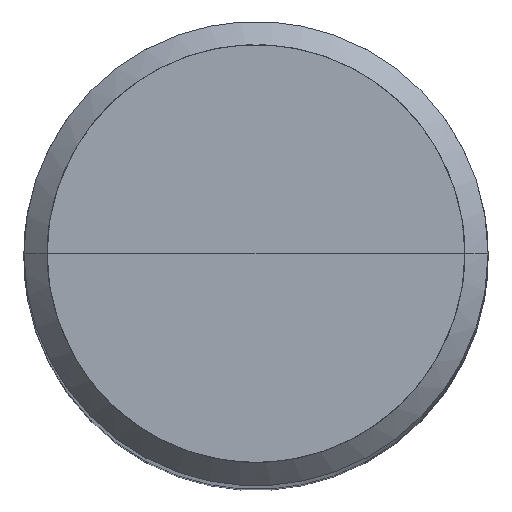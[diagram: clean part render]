
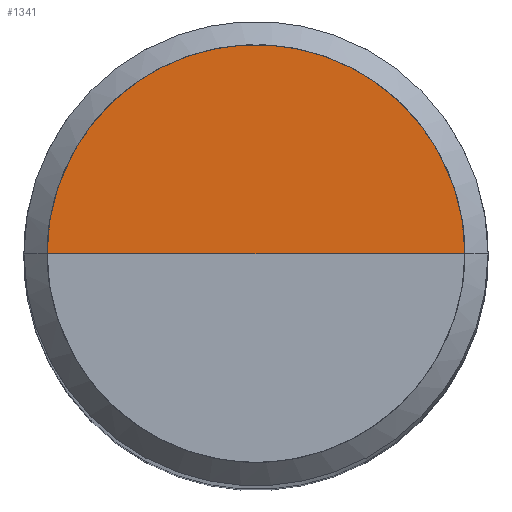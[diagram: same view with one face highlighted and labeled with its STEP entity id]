
A CAD part, top view. The second image highlights one B-rep face of the part: STEP entity #1341.
In plain terms, the highlighted free-form (B-spline) face has degree [1, 2] with [2, 5] control points.
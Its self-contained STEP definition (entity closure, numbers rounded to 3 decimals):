
#1120=CARTESIAN_POINT('',(6.3,0.0,57.0));
#1121=CARTESIAN_POINT('',(6.3,6.3,57.0));
#1122=CARTESIAN_POINT('',(0.0,6.3,57.0));
#1123=CARTESIAN_POINT('',(-6.3,6.3,57.0));
#1124=CARTESIAN_POINT('',(-6.3,0.0,57.0));
#1125=CARTESIAN_POINT('',(0.0,0.0,57.0));
#1326=(
BOUNDED_SURFACE()
B_SPLINE_SURFACE(1,2,(
(#1120,#1121,#1122,#1123,#1124),
(#1125,#1125,#1125,#1125,#1125)
), .UNSPECIFIED.,.F.,.F.,.F.)
B_SPLINE_SURFACE_WITH_KNOTS((2,2),(3,2,3),(
0.0,1.0),(
0.0,0.5,1.0), .UNSPECIFIED.)
GEOMETRIC_REPRESENTATION_ITEM()
RATIONAL_B_SPLINE_SURFACE(((1.0,0.707,1.0,0.707,1.0),
(1.0,0.707,1.0,0.707,1.0)
))
REPRESENTATION_ITEM('')
SURFACE()
);
#1327=(
BOUNDED_CURVE()
B_SPLINE_CURVE(2,(#1124,#1123,#1122,#1121,#1120),.UNSPECIFIED.,.F.,.F.)
B_SPLINE_CURVE_WITH_KNOTS((3,2,3),
(0.0,0.5,1.0),.UNSPECIFIED.)
CURVE()
GEOMETRIC_REPRESENTATION_ITEM()
RATIONAL_B_SPLINE_CURVE((1.0,0.707,1.0,0.707,1.0))
REPRESENTATION_ITEM('')
);
#1328=(
BOUNDED_CURVE()
B_SPLINE_CURVE(1,(#1120,#1125),.UNSPECIFIED.,.F.,.F.)
B_SPLINE_CURVE_WITH_KNOTS((2,2),
(0.0,1.0),.UNSPECIFIED.)
CURVE()
GEOMETRIC_REPRESENTATION_ITEM()
RATIONAL_B_SPLINE_CURVE((1.0,1.0))
REPRESENTATION_ITEM('')
);
#1329=(
BOUNDED_CURVE()
B_SPLINE_CURVE(1,(#1125,#1124),.UNSPECIFIED.,.F.,.F.)
B_SPLINE_CURVE_WITH_KNOTS((2,2),
(0.0,1.0),.UNSPECIFIED.)
CURVE()
GEOMETRIC_REPRESENTATION_ITEM()
RATIONAL_B_SPLINE_CURVE((1.0,1.0))
REPRESENTATION_ITEM('')
);
#1330=VERTEX_POINT('',#1120);
#1331=VERTEX_POINT('',#1124);
#1332=VERTEX_POINT('',#1125);
#1333=EDGE_CURVE('',#1331,#1330,#1327,.T.);
#1334=EDGE_CURVE('',#1330,#1332,#1328,.T.);
#1335=EDGE_CURVE('',#1332,#1331,#1329,.T.);
#1336=ORIENTED_EDGE('',*,*,#1333,.T.);
#1337=ORIENTED_EDGE('',*,*,#1334,.T.);
#1338=ORIENTED_EDGE('',*,*,#1335,.T.);
#1339=EDGE_LOOP('',(#1336,#1337,#1338));
#1340=FACE_OUTER_BOUND('',#1339,.T.);
#1341=ADVANCED_FACE('',(#1340),#1326,.T.);
